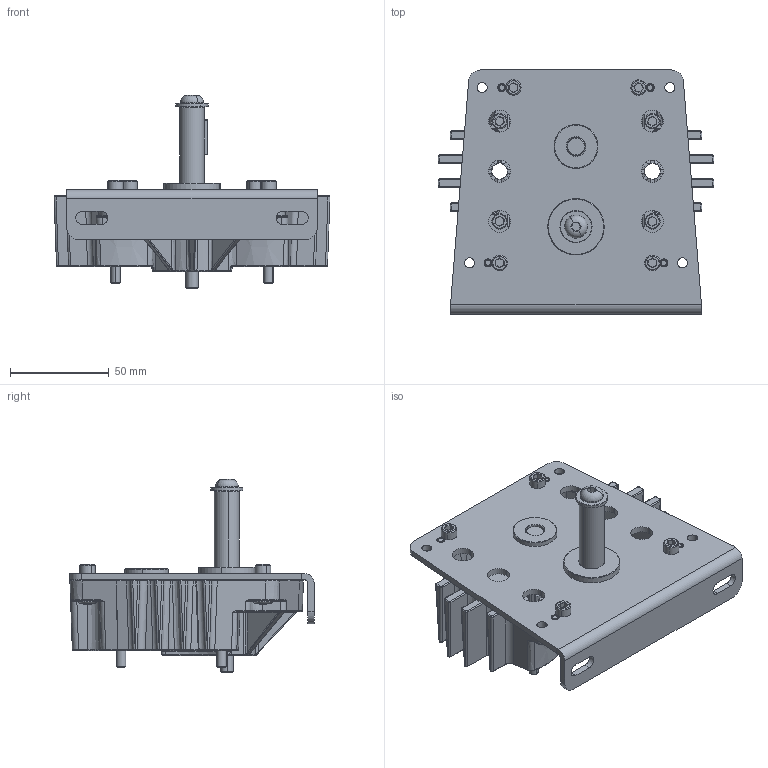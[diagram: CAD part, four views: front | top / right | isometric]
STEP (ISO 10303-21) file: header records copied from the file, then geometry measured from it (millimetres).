
FILE_DESCRIPTION (( 'STEP AP214' ), '1' );
FILE_NAME ('am-0654 Toughbox Mini 2010.STEP', '2018-08-14T15:37:28', ( '' ), ( '' ), 'SwSTEP 2.0', 'SolidWorks 2018', '' );
FILE_SCHEMA (( 'AUTOMOTIVE_DESIGN' ));
Length unit declared in the file: inch
Products named in the file (19): BHCS 14-20 x 0.5; Toughbox d03; 5-16 washer; SHCS 10-32 x 0.625; 10-32 Nylock Nut; 125 x 124 x 700 Machine Key; Toughbox d09; am-0654 Toughbox Mini 2010; TM Shaft Plate; Toughbox d07; Toughbox d06; FR8ZZ Bearing; Toughbox d08; 8mm spring clip; FR6ZZ Bearing; R6ZZ Bearing; Toughbox d05; TM Housing; 250 Washer
Assembly tree (34 placements, depth 2):
  am-0654 Toughbox Mini 2010
    Toughbox d03
    Toughbox d07
    Toughbox d05
    Toughbox d08
    Toughbox d06
    FR6ZZ Bearing
    FR8ZZ Bearing
    10-32 Nylock Nut  x4
    5-16 washer  x4
    Toughbox d09  x2
    TM Housing
    TM Shaft Plate
    250 Washer
    BHCS 14-20 x 0.5
    125 x 124 x 700 Machine Key
    SHCS 10-32 x 0.625  x8
    R6ZZ Bearing  x2
    8mm spring clip  x2
Bounding box: 139.88 x 123.83 x 97.97 mm (x, y, z)
Volume: 228926.2 mm3; surface area: 139469.9 mm2
Topology: 34 solids, 34 shells, 2622 faces, 6434 edges, 3875 vertices
Faces by surface type: cylinder 1164, bspline 709, plane 526, cone 205, torus 10, sphere 8
Entity records: 91075 total; most frequent: CARTESIAN_POINT 35123, ORIENTED_EDGE 10980, DIRECTION 9995, EDGE_CURVE 5490, AXIS2_PLACEMENT_3D 4071, VERTEX_POINT 3319, CIRCLE 2477, EDGE_LOOP 2347
